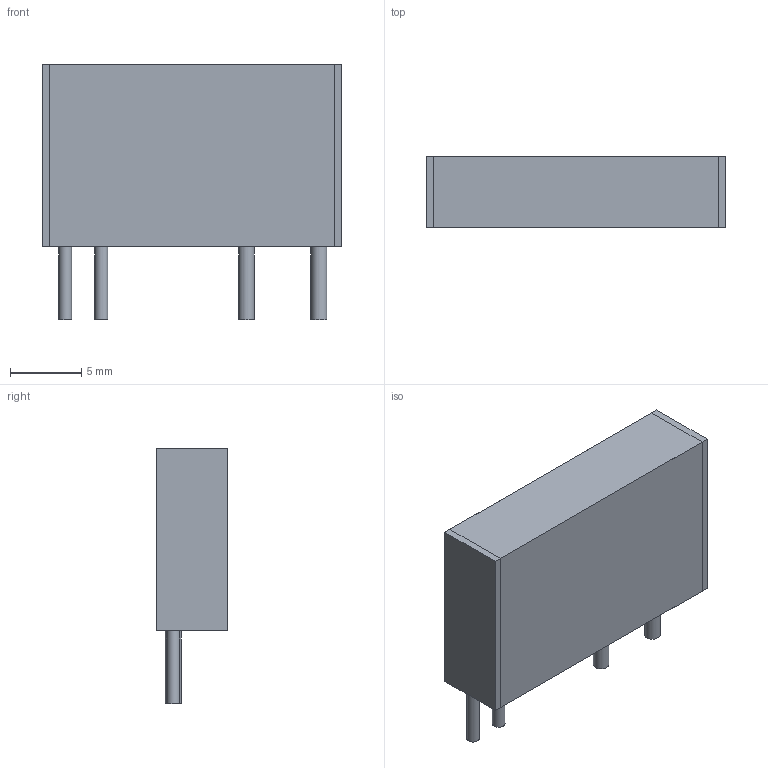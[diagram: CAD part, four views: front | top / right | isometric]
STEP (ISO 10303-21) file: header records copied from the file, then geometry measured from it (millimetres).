
FILE_DESCRIPTION(('FreeCAD Model'),'2;1');
FILE_NAME('11963988.1.2.stp','2020-06-26T11:18:12',( 'Author'),(''),'Open CASCADE STEP processor 6.9','FreeCAD','Unknown' );
FILE_SCHEMA(('AUTOMOTIVE_DESIGN { 1 0 10303 214 1 1 1 1 }'));
Length unit declared in the file: millimetre
Products named in the file (3): ASSEMBLY; Body; Leads
Assembly tree (5 placements, depth 2):
  ASSEMBLY
    Body
    Leads  x4
Bounding box: 21 x 5 x 17.9 mm (x, y, z)
Surface area: 1997.3 mm2
Topology: 18 solids, 18 shells, 60 faces, 72 edges, 48 vertices
Faces by surface type: plane 44, cylinder 16
Full cylindrical faces by diameter (mm): 0.9 x8, 1.1 x8
Entity records: 1114 total; most frequent: DIRECTION 176, CARTESIAN_POINT 162, LINE 92, VECTOR 92, ORIENTED_EDGE 72, PCURVE 72, DEFINITIONAL_REPRESENTATION 72, AXIS2_PLACEMENT_3D 38
